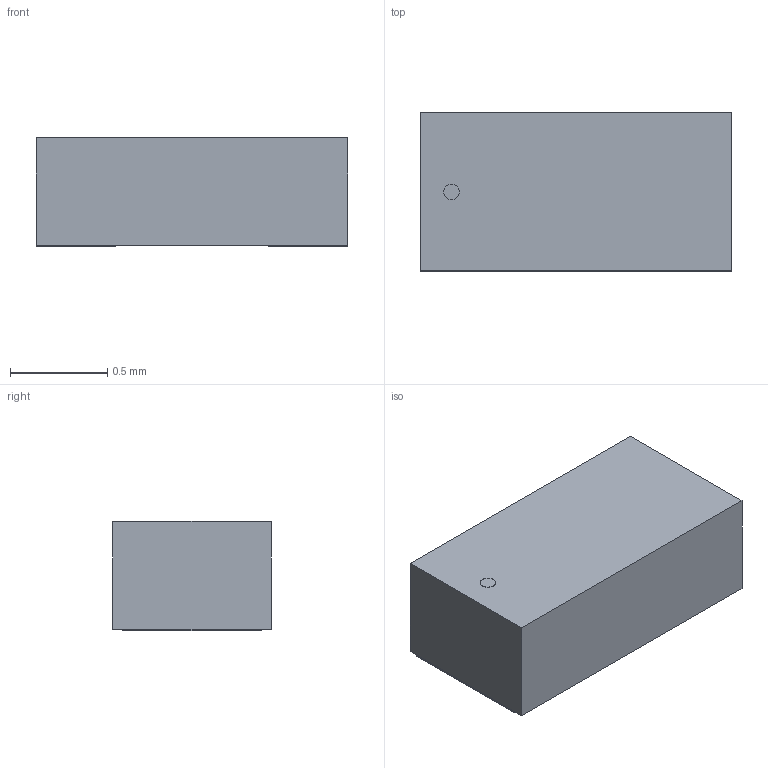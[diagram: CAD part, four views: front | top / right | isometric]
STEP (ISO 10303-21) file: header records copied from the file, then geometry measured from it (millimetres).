
FILE_DESCRIPTION(('STEP AP214'),'1');
FILE_NAME('LED_LTW-C193TS5-L','2019-10-20T20:01:06',(''),(''),'','','');
FILE_SCHEMA(('AUTOMOTIVE_DESIGN'));
Length unit declared in the file: millimetre
Products named in the file (1): product
Bounding box: 1.6 x 0.81 x 0.56 mm (x, y, z)
Volume: 0 mm3; surface area: 6.5 mm2
Topology: 1 solids, 19 shells, 21 faces, 75 edges, 74 vertices
Faces by surface type: plane 20, cylinder 1
Full cylindrical faces by diameter (mm): 0.08 x1
Entity records: 922 total; most frequent: CARTESIAN_POINT 171, VERTEX_POINT 146, DIRECTION 122, ORIENTED_EDGE 76, EDGE_CURVE 74, LINE 72, VECTOR 72, AXIS2_PLACEMENT_3D 25
